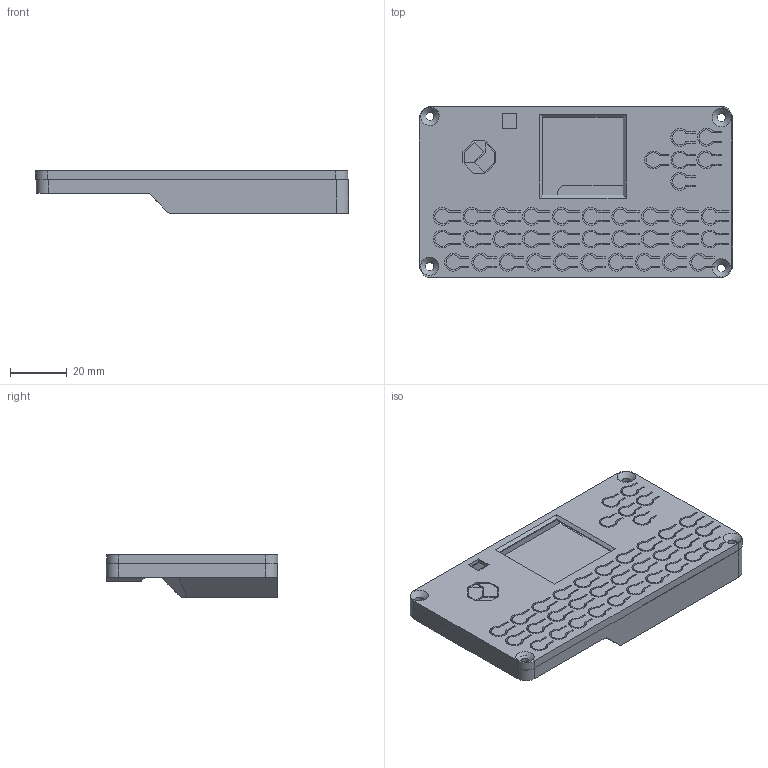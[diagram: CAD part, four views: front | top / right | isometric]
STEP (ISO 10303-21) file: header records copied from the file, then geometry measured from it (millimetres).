
FILE_DESCRIPTION(/* description */ (''),/* implementation_level */ '2;1');
FILE_NAME(/* name */ 'Lora 0.2 v2.step',/* time_stamp */ '2023-01-20T15:29:27+02:00',/* author */ (''),/* organization */ (''),/* preprocessor_version */ 'ST-DEVELOPER v19.2',/* originating_system */ 'Autodesk Translation Framework v11.17.0.187',/* authorisation */ '');
FILE_SCHEMA (('AUTOMOTIVE_DESIGN { 1 0 10303 214 3 1 1 }'));
Length unit declared in the file: millimetre
Products named in the file (3): Lora 0.2; BackWithCase v1; TopShort v1
Assembly tree (2 placements, depth 2):
  Lora 0.2
    BackWithCase v1
    TopShort v1
Bounding box: 110.79 x 60.84 x 15.08 mm (x, y, z)
Volume: 23176.8 mm3; surface area: 33276.8 mm2
Topology: 2 solids, 2 shells, 423 faces, 1238 edges, 820 vertices
Faces by surface type: plane 320, cylinder 99, cone 4
Full cylindrical faces by diameter (mm): 3 x7
Entity records: 14197 total; most frequent: CARTESIAN_POINT 2499, ORIENTED_EDGE 2476, DIRECTION 2298, EDGE_CURVE 1238, LINE 1026, VECTOR 1026, VERTEX_POINT 820, AXIS2_PLACEMENT_3D 636
